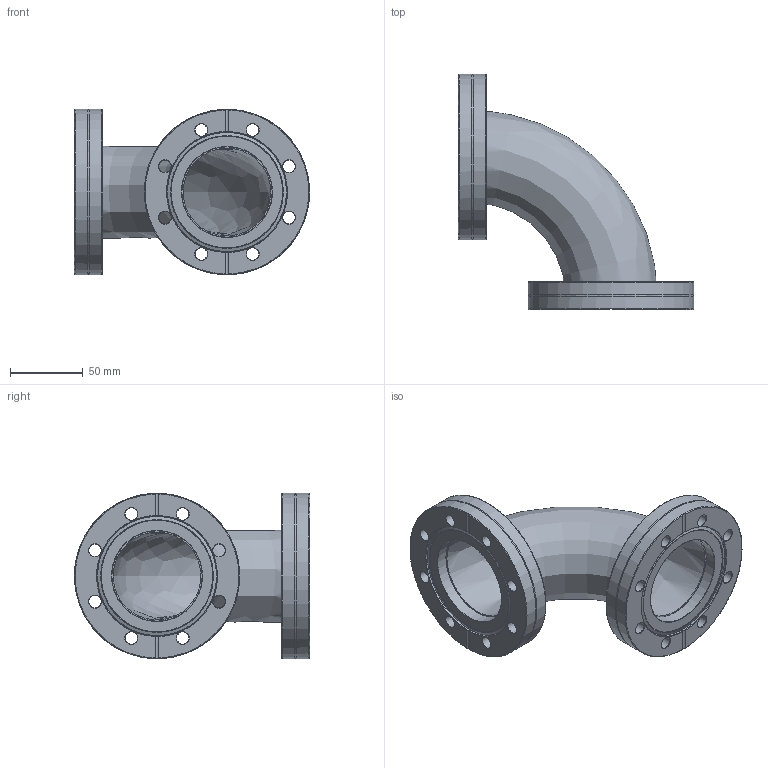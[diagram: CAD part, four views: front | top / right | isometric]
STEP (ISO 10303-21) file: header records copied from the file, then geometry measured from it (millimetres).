
FILE_DESCRIPTION (( 'STEP AP214' ), '1' );
FILE_NAME ('C901CF63R FULLVAC.STEP', '2019-11-19T15:07:58', ( '' ), ( '' ), 'SwSTEP 2.0', 'SolidWorks 2017', '' );
FILE_SCHEMA (( 'AUTOMOTIVE_DESIGN' ));
Length unit declared in the file: millimetre
Products named in the file (4): 3^C901CF63R FULLVAC; 1^C901CF63R FULLVAC; C901CF63R FULLVAC; 2^C901CF63R FULLVAC
Assembly tree (5 placements, depth 2):
  C901CF63R FULLVAC
    1^C901CF63R FULLVAC
    2^C901CF63R FULLVAC  x2
    3^C901CF63R FULLVAC  x2
Bounding box: 161.52 x 161.52 x 113.5 mm (x, y, z)
Volume: 282211.4 mm3; surface area: 132195.3 mm2
Topology: 5 solids, 5 shells, 124 faces, 324 edges, 212 vertices
Faces by surface type: cone 40, bspline 34, cylinder 34, plane 16
Full cylindrical faces by diameter (mm): 8.43 x16, 62 x2, 64 x2, 72.39 x2, 82.45 x2, 82.55 x2, 113.5 x4
Entity records: 4842 total; most frequent: CARTESIAN_POINT 2848, DIRECTION 220, ORIENTED_EDGE 174, EDGE_LOOP 136, AXIS2_PLACEMENT_3D 108, FACE_OUTER_BOUND 93, EDGE_CURVE 87, VERTEX_POINT 79
